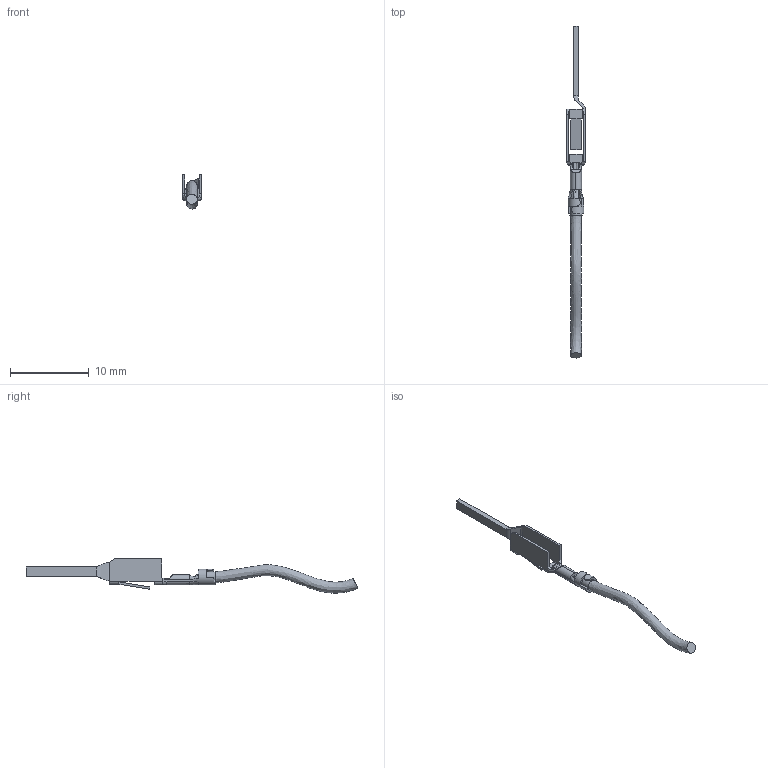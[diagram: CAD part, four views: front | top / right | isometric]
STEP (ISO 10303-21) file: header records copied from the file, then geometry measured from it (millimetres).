
FILE_DESCRIPTION(/* description */ (''),/* implementation_level */ '2;1');
FILE_NAME(/* name */ '100169129ugm000_b.stp',/* time_stamp */ '2017-03-21T13:15:02+01:00',/* author */ (''),/* organization */ (''),/* preprocessor_version */ 'ST-DEVELOPER v16',/* originating_system */ 'SIEMENS PLM Software NX 10.0',/* authorisation */ '');
FILE_SCHEMA (('AUTOMOTIVE_DESIGN { 1 0 10303 214 3 1 1 1 }'));
Length unit declared in the file: millimetre
Products named in the file (1): 100169129ugm000_b
Bounding box: 2.4 x 42.14 x 4.35 mm (x, y, z)
Volume: 62.3 mm3; surface area: 277.6 mm2
Topology: 1 solids, 1 shells, 120 faces, 330 edges, 207 vertices
Faces by surface type: plane 59, bspline 32, cylinder 29
Full cylindrical faces by diameter (mm): 2 x1
Entity records: 4365 total; most frequent: CARTESIAN_POINT 1495, ORIENTED_EDGE 656, DIRECTION 468, EDGE_CURVE 328, VERTEX_POINT 207, LINE 198, VECTOR 198, AXIS2_PLACEMENT_3D 135
